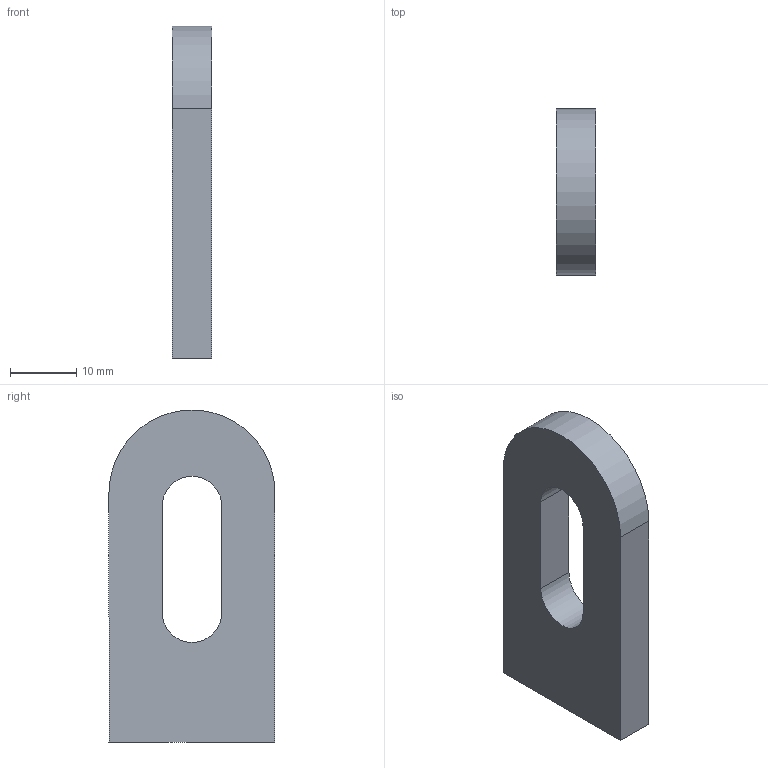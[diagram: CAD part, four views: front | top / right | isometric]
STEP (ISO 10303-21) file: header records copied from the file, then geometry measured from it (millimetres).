
FILE_DESCRIPTION (( 'STEP AP203' ), '1' );
FILE_NAME ('54111-ST-25.step', '2022-05-03T12:41:57', ( '' ), ( '' ), 'SwSTEP 2.0', 'SolidWorks 2018', '' );
FILE_SCHEMA (( 'CONFIG_CONTROL_DESIGN' ));
Length unit declared in the file: millimetre
Products named in the file (1): 54111-ST-25
Bounding box: 6 x 25 x 50 mm (x, y, z)
Volume: 5851.7 mm3; surface area: 3153.5 mm2
Topology: 1 solids, 1 shells, 239 faces, 642 edges, 428 vertices
Faces by surface type: plane 151, bspline 85, cylinder 3
Entity records: 11653 total; most frequent: CARTESIAN_POINT 6155, ORIENTED_EDGE 1284, DIRECTION 788, EDGE_CURVE 642, LINE 466, VECTOR 466, VERTEX_POINT 428, EDGE_LOOP 264
